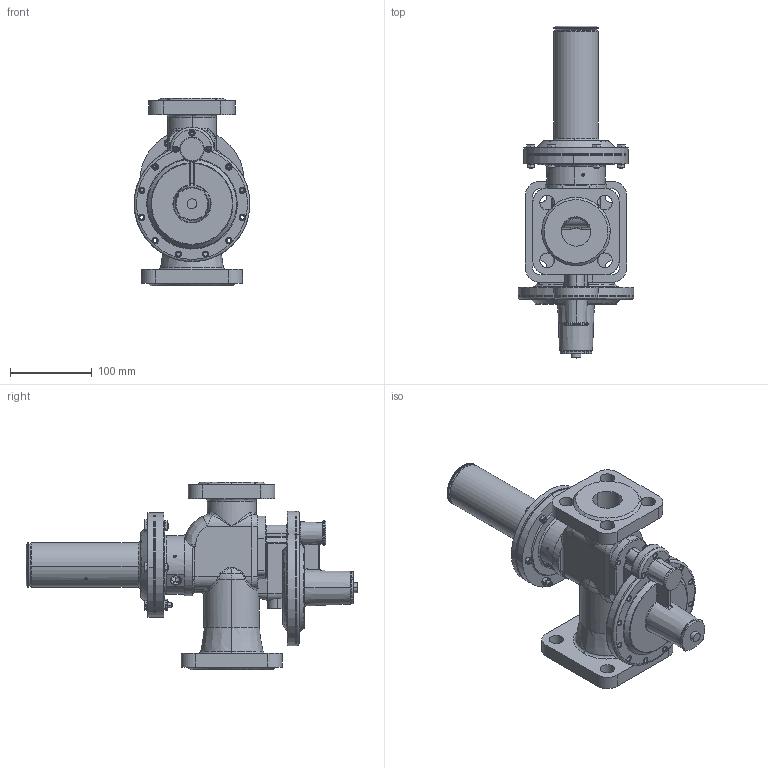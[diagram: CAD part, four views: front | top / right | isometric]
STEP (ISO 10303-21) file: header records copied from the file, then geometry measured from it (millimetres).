
FILE_DESCRIPTION (( 'STEP AP203' ), '1' );
FILE_NAME ('Ðåãóëÿòîð ÐÄÑÊ-50ÁÌ.STEP', '2019-10-22T12:18:30', ( '' ), ( '' ), 'SwSTEP 2.0', 'SolidWorks 2018', '' );
FILE_SCHEMA (( 'CONFIG_CONTROL_DESIGN' ));
Length unit declared in the file: millimetre
Products named in the file (1): Ðåãóëÿòîð ÐÄÑÊ-50ÁÌ
Bounding box: 141.96 x 407.19 x 230 mm (x, y, z)
Volume: 1686023.3 mm3; surface area: 458123.8 mm2
Topology: 49 solids, 49 shells, 2514 faces, 6473 edges, 4029 vertices
Faces by surface type: plane 867, cylinder 862, cone 454, bspline 325, torus 6
Entity records: 165792 total; most frequent: CARTESIAN_POINT 108240, ORIENTED_EDGE 12760, DIRECTION 10942, EDGE_CURVE 6380, AXIS2_PLACEMENT_3D 4373, VERTEX_POINT 4029, EDGE_LOOP 2803, ADVANCED_FACE 2514
